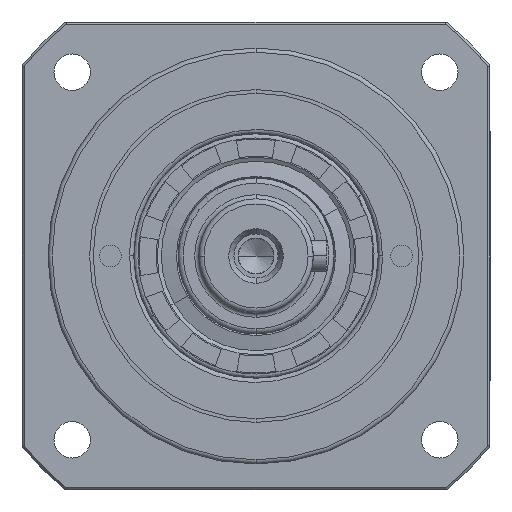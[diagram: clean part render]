
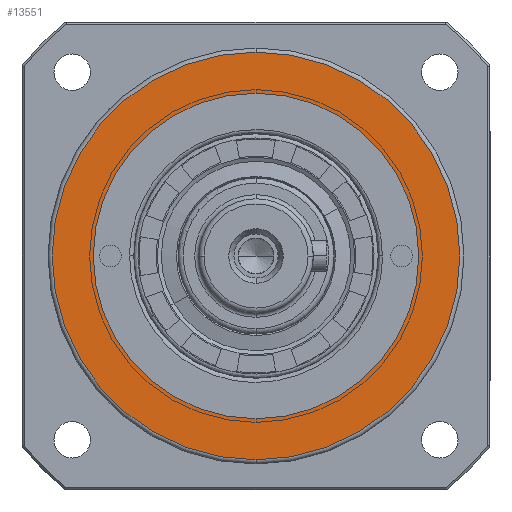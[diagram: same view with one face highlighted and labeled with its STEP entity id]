
A CAD part, left-side view. The second image highlights one B-rep face of the part: STEP entity #13551.
In plain terms, the highlighted planar face has unit normal (-1, 0, 0).
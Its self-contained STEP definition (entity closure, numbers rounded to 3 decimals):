
#656 = EDGE_LOOP ( 'NONE', ( #22259, #7601 ) ) ;
#825 = AXIS2_PLACEMENT_3D ( 'NONE', #7171, #7127, #7100 ) ;
#1407 = AXIS2_PLACEMENT_3D ( 'NONE', #13165, #13160, #13133 ) ;
#1417 = FACE_OUTER_BOUND ( 'NONE', #656, .T. ) ;
#1692 = FACE_BOUND ( 'NONE', #14500, .T. ) ;
#3605 = VERTEX_POINT ( 'NONE', #12150 ) ;
#4280 = AXIS2_PLACEMENT_3D ( 'NONE', #13236, #23838, #6357 ) ;
#4445 = CIRCLE ( 'NONE', #17126, 31.3 ) ;
#6054 = PLANE ( 'NONE',  #4280 ) ;
#6357 = DIRECTION ( 'NONE',  ( 0., 0., -1. ) ) ;
#7100 = DIRECTION ( 'NONE',  ( 0., 0., 1. ) ) ;
#7127 = DIRECTION ( 'NONE',  ( 1., 0., 0. ) ) ;
#7171 = CARTESIAN_POINT ( 'NONE',  ( -615.585, -5503.681, 0. ) ) ;
#7601 = ORIENTED_EDGE ( 'NONE', *, *, #16209, .F. ) ;
#8085 = CARTESIAN_POINT ( 'NONE',  ( -615.585, -5503.681, 0. ) ) ;
#8416 = CARTESIAN_POINT ( 'NONE',  ( -615.585, -5503.681, 31.3 ) ) ;
#9622 = AXIS2_PLACEMENT_3D ( 'NONE', #8085, #20572, #10250 ) ;
#10250 = DIRECTION ( 'NONE',  ( 0., 0., 1. ) ) ;
#11163 = VERTEX_POINT ( 'NONE', #27363 ) ;
#12150 = CARTESIAN_POINT ( 'NONE',  ( -615.585, -5503.681, -39.2 ) ) ;
#13133 = DIRECTION ( 'NONE',  ( 0., 0., 1. ) ) ;
#13160 = DIRECTION ( 'NONE',  ( -1., 0., 0. ) ) ;
#13165 = CARTESIAN_POINT ( 'NONE',  ( -615.585, -5503.681, 0. ) ) ;
#13236 = CARTESIAN_POINT ( 'NONE',  ( -615.585, 0., 0. ) ) ;
#13551 = ADVANCED_FACE ( 'NONE', ( #1692, #1417 ), #6054, .F. ) ;
#14332 = VERTEX_POINT ( 'NONE', #22542 ) ;
#14500 = EDGE_LOOP ( 'NONE', ( #31380, #22993 ) ) ;
#16209 = EDGE_CURVE ( 'NONE', #3605, #11163, #18686, .T. ) ;
#17126 = AXIS2_PLACEMENT_3D ( 'NONE', #31862, #31763, #31668 ) ;
#18046 = VERTEX_POINT ( 'NONE', #8416 ) ;
#18686 = CIRCLE ( 'NONE', #9622, 39.2 ) ;
#20221 = EDGE_CURVE ( 'NONE', #18046, #14332, #27403, .T. ) ;
#20572 = DIRECTION ( 'NONE',  ( 1., 0., 0. ) ) ;
#22259 = ORIENTED_EDGE ( 'NONE', *, *, #22720, .F. ) ;
#22542 = CARTESIAN_POINT ( 'NONE',  ( -615.585, -5503.681, -31.3 ) ) ;
#22720 = EDGE_CURVE ( 'NONE', #11163, #3605, #31381, .T. ) ;
#22993 = ORIENTED_EDGE ( 'NONE', *, *, #31659, .F. ) ;
#23838 = DIRECTION ( 'NONE',  ( 1., 0., 0. ) ) ;
#27363 = CARTESIAN_POINT ( 'NONE',  ( -615.585, -5503.681, 39.2 ) ) ;
#27403 = CIRCLE ( 'NONE', #1407, 31.3 ) ;
#31380 = ORIENTED_EDGE ( 'NONE', *, *, #20221, .F. ) ;
#31381 = CIRCLE ( 'NONE', #825, 39.2 ) ;
#31659 = EDGE_CURVE ( 'NONE', #14332, #18046, #4445, .T. ) ;
#31668 = DIRECTION ( 'NONE',  ( 0., 0., 1. ) ) ;
#31763 = DIRECTION ( 'NONE',  ( -1., 0., 0. ) ) ;
#31862 = CARTESIAN_POINT ( 'NONE',  ( -615.585, -5503.681, 0. ) ) ;
